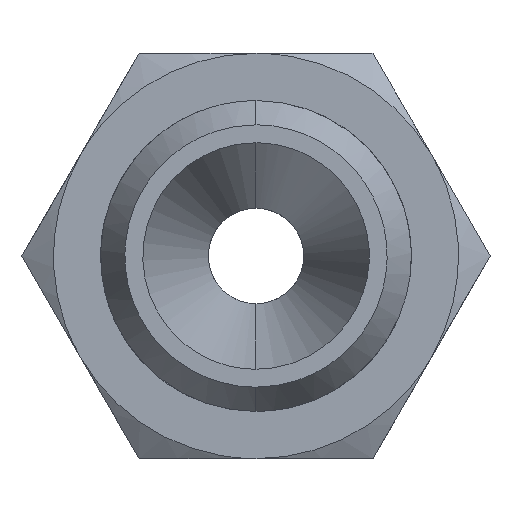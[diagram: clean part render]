
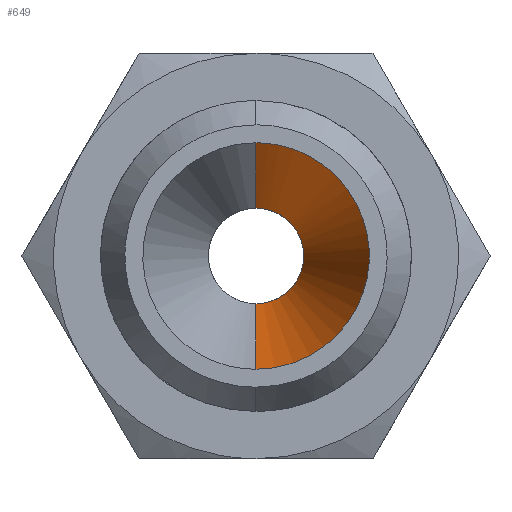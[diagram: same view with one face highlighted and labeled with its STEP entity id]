
A CAD part, front view. The second image highlights one B-rep face of the part: STEP entity #649.
In plain terms, the highlighted free-form (B-spline) face has degree [1, 3] with [2, 7] control points.
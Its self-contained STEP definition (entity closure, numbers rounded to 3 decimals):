
#19 =( BOUNDED_SURFACE ( )  B_SPLINE_SURFACE ( 1, 3, ( 
 ( #698, #1281, #544, #1598, #1756, #1309, #552 ),
 ( #1900, #102, #1139, #260, #404, #1034, #153 ) ),
 .UNSPECIFIED., .F., .F., .F. ) 
 B_SPLINE_SURFACE_WITH_KNOTS ( ( 2, 2 ),
 ( 4, 3, 4 ),
 ( 0., 1. ),
 ( 0., 0.5, 1. ),
 .UNSPECIFIED. ) 
 GEOMETRIC_REPRESENTATION_ITEM ( )  RATIONAL_B_SPLINE_SURFACE ( (
 ( 1., 0.805, 0.805, 1., 0.805, 0.805, 1.),
 ( 1., 0.805, 0.805, 1., 0.805, 0.805, 1.) ) ) 
 REPRESENTATION_ITEM ( '' )  SURFACE ( )  );
#102 = CARTESIAN_POINT ( 'NONE',  ( 2.782, 0., -4.75 ) ) ;
#118 = CARTESIAN_POINT ( 'NONE',  ( 4.75, 0., 0. ) ) ;
#144 = CARTESIAN_POINT ( 'NONE',  ( 2., 7.556, 1.172 ) ) ;
#153 = CARTESIAN_POINT ( 'NONE',  ( 0., 0., 4.75 ) ) ;
#212 = CARTESIAN_POINT ( 'NONE',  ( 0., 7.556, 2. ) ) ;
#237 = EDGE_LOOP ( 'NONE', ( #1811, #1444, #1567, #381 ) ) ;
#260 = CARTESIAN_POINT ( 'NONE',  ( 4.75, 0., 0. ) ) ;
#287 = CARTESIAN_POINT ( 'NONE',  ( 1.172, 7.556, 2. ) ) ;
#381 = ORIENTED_EDGE ( 'NONE', *, *, #1868, .F. ) ;
#404 = CARTESIAN_POINT ( 'NONE',  ( 4.75, 0., 2.782 ) ) ;
#447 = VERTEX_POINT ( 'NONE', #1217 ) ;
#488 = EDGE_CURVE ( 'NONE', #1664, #447, #1125, .T. ) ;
#544 = CARTESIAN_POINT ( 'NONE',  ( 2., 7.556, -1.172 ) ) ;
#548 = CARTESIAN_POINT ( 'NONE',  ( 0., 0., -4.75 ) ) ;
#550 = EDGE_CURVE ( 'NONE', #1234, #1695, #1016, .T. ) ;
#552 = CARTESIAN_POINT ( 'NONE',  ( 0., 7.556, 2. ) ) ;
#572 = CARTESIAN_POINT ( 'NONE',  ( 2.782, 0., 4.75 ) ) ;
#580 = CARTESIAN_POINT ( 'NONE',  ( 2., 7.556, -1.172 ) ) ;
#649 = ADVANCED_FACE ( 'NONE', ( #1254 ), #19, .T. ) ;
#698 = CARTESIAN_POINT ( 'NONE',  ( 0., 7.556, -2. ) ) ;
#716 = CARTESIAN_POINT ( 'NONE',  ( 0., 0., -4.75 ) ) ;
#874 = CARTESIAN_POINT ( 'NONE',  ( 0., 7.556, -2. ) ) ;
#934 = CARTESIAN_POINT ( 'NONE',  ( 0., 0., 4.75 ) ) ;
#1002 = CARTESIAN_POINT ( 'NONE',  ( 4.75, 0., -2.782 ) ) ;
#1016 = B_SPLINE_CURVE_WITH_KNOTS ( 'NONE', 1,
 ( #1409, #1581 ),
 .UNSPECIFIED., .F., .F.,
 ( 2, 2 ),
 ( -1., 0. ),
 .UNSPECIFIED. ) ;
#1020 = CARTESIAN_POINT ( 'NONE',  ( 1.172, 7.556, -2. ) ) ;
#1028 = CARTESIAN_POINT ( 'NONE',  ( 2., 7.556, 0. ) ) ;
#1034 = CARTESIAN_POINT ( 'NONE',  ( 2.782, 0., 4.75 ) ) ;
#1125 = B_SPLINE_CURVE_WITH_KNOTS ( 'NONE', 1,
 ( #1230, #934 ),
 .UNSPECIFIED., .F., .F.,
 ( 2, 2 ),
 ( -1., 0. ),
 .UNSPECIFIED. ) ;
#1129 = CARTESIAN_POINT ( 'NONE',  ( 0., 7.556, -2. ) ) ;
#1139 = CARTESIAN_POINT ( 'NONE',  ( 4.75, 0., -2.782 ) ) ;
#1149 = CARTESIAN_POINT ( 'NONE',  ( 0., 0., 4.75 ) ) ;
#1217 = CARTESIAN_POINT ( 'NONE',  ( 0., 0., 4.75 ) ) ;
#1230 = CARTESIAN_POINT ( 'NONE',  ( 0., 7.556, 2. ) ) ;
#1234 = VERTEX_POINT ( 'NONE', #548 ) ;
#1251 =( BOUNDED_CURVE ( )  B_SPLINE_CURVE ( 3, ( #874, #1020, #580, #1028, #144, #287, #1484 ),
 .UNSPECIFIED., .F., .F. ) 
 B_SPLINE_CURVE_WITH_KNOTS ( ( 4, 3, 4 ),
 ( -3.142, -1.571, 0. ),
 .UNSPECIFIED. ) 
 CURVE ( )  GEOMETRIC_REPRESENTATION_ITEM ( )  RATIONAL_B_SPLINE_CURVE ( ( 1., 0.805, 0.805, 1., 0.805, 0.805, 1. ) ) 
 REPRESENTATION_ITEM ( '' )  );
#1254 = FACE_OUTER_BOUND ( 'NONE', #237, .T. ) ;
#1281 = CARTESIAN_POINT ( 'NONE',  ( 1.172, 7.556, -2. ) ) ;
#1309 = CARTESIAN_POINT ( 'NONE',  ( 1.172, 7.556, 2. ) ) ;
#1409 = CARTESIAN_POINT ( 'NONE',  ( 0., 0., -4.75 ) ) ;
#1444 = ORIENTED_EDGE ( 'NONE', *, *, #1794, .T. ) ;
#1484 = CARTESIAN_POINT ( 'NONE',  ( 0., 7.556, 2. ) ) ;
#1567 = ORIENTED_EDGE ( 'NONE', *, *, #488, .F. ) ;
#1581 = CARTESIAN_POINT ( 'NONE',  ( 0., 7.556, -2. ) ) ;
#1598 = CARTESIAN_POINT ( 'NONE',  ( 2., 7.556, 0. ) ) ;
#1664 = VERTEX_POINT ( 'NONE', #212 ) ;
#1695 = VERTEX_POINT ( 'NONE', #1129 ) ;
#1751 =( BOUNDED_CURVE ( )  B_SPLINE_CURVE ( 3, ( #716, #1773, #1002, #118, #1780, #572, #1149 ),
 .UNSPECIFIED., .F., .F. ) 
 B_SPLINE_CURVE_WITH_KNOTS ( ( 4, 3, 4 ),
 ( -3.142, -1.571, 0. ),
 .UNSPECIFIED. ) 
 CURVE ( )  GEOMETRIC_REPRESENTATION_ITEM ( )  RATIONAL_B_SPLINE_CURVE ( ( 1., 0.805, 0.805, 1., 0.805, 0.805, 1. ) ) 
 REPRESENTATION_ITEM ( '' )  );
#1756 = CARTESIAN_POINT ( 'NONE',  ( 2., 7.556, 1.172 ) ) ;
#1773 = CARTESIAN_POINT ( 'NONE',  ( 2.782, 0., -4.75 ) ) ;
#1780 = CARTESIAN_POINT ( 'NONE',  ( 4.75, 0., 2.782 ) ) ;
#1794 = EDGE_CURVE ( 'NONE', #1234, #447, #1751, .T. ) ;
#1811 = ORIENTED_EDGE ( 'NONE', *, *, #550, .F. ) ;
#1868 = EDGE_CURVE ( 'NONE', #1695, #1664, #1251, .T. ) ;
#1900 = CARTESIAN_POINT ( 'NONE',  ( 0., 0., -4.75 ) ) ;
